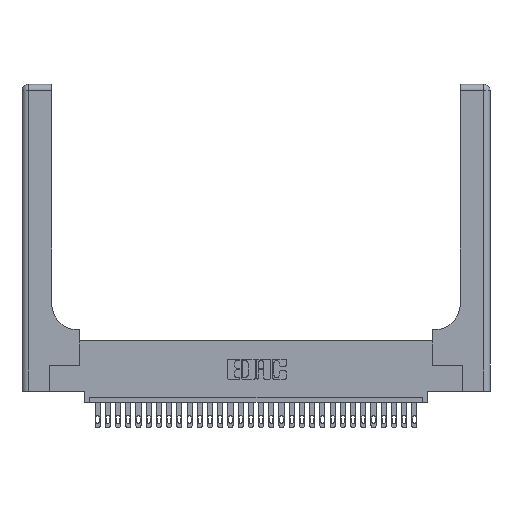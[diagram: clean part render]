
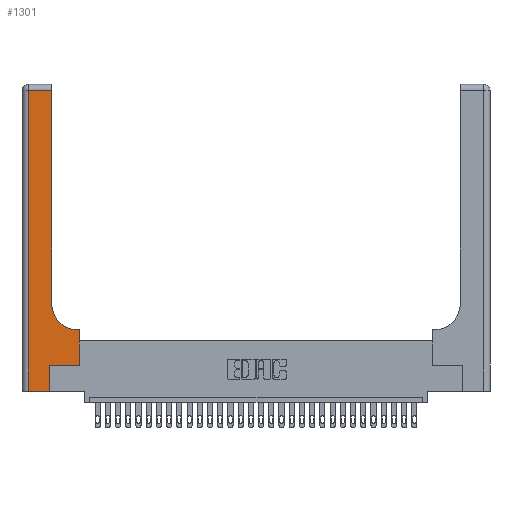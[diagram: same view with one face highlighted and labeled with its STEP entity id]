
A CAD part, top view. The second image highlights one B-rep face of the part: STEP entity #1301.
In plain terms, the highlighted planar face has unit normal (0, 0, 1).
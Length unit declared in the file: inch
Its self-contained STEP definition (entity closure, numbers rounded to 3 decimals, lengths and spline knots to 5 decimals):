
#340 = VECTOR ( 'NONE', #15019, 39.37008 ) ;
#413 = CARTESIAN_POINT ( 'NONE',  ( 0.5585, 0.6, 0.37 ) ) ;
#440 = EDGE_CURVE ( 'NONE', #20939, #1004, #12206, .T. ) ;
#606 = EDGE_CURVE ( 'NONE', #25182, #25270, #21079, .T. ) ;
#870 = CARTESIAN_POINT ( 'NONE',  ( 0.269, 0., 0.37 ) ) ;
#1004 = VERTEX_POINT ( 'NONE', #19658 ) ;
#1296 = VECTOR ( 'NONE', #21994, 39.37008 ) ;
#1301 = ADVANCED_FACE ( 'NONE', ( #15865 ), #1512, .F. ) ;
#1472 = CARTESIAN_POINT ( 'NONE',  ( 0.269, 0., 0.37 ) ) ;
#1512 = PLANE ( 'NONE',  #10812 ) ;
#1713 = DIRECTION ( 'NONE',  ( 0., 0., -1. ) ) ;
#2528 = CARTESIAN_POINT ( 'NONE',  ( 0.2915, 3., 0.37 ) ) ;
#2842 = EDGE_CURVE ( 'NONE', #18129, #25182, #23899, .T. ) ;
#3196 = CARTESIAN_POINT ( 'NONE',  ( 0.2915, 0.85, 0.37 ) ) ;
#3829 = ORIENTED_EDGE ( 'NONE', *, *, #606, .T. ) ;
#3849 = ORIENTED_EDGE ( 'NONE', *, *, #22626, .T. ) ;
#4298 = CARTESIAN_POINT ( 'NONE',  ( 0.06, 0., 0.37 ) ) ;
#4952 = AXIS2_PLACEMENT_3D ( 'NONE', #6175, #15703, #6492 ) ;
#5393 = EDGE_CURVE ( 'NONE', #29904, #18129, #25030, .T. ) ;
#5433 = VECTOR ( 'NONE', #15815, 39.37008 ) ;
#6173 = LINE ( 'NONE', #29567, #22074 ) ;
#6175 = CARTESIAN_POINT ( 'NONE',  ( 0.5415, 0.85, 0.37 ) ) ;
#6257 = VERTEX_POINT ( 'NONE', #16608 ) ;
#6492 = DIRECTION ( 'NONE',  ( 1., 0., 0. ) ) ;
#6994 = EDGE_CURVE ( 'NONE', #12184, #29904, #27596, .T. ) ;
#8247 = CARTESIAN_POINT ( 'NONE',  ( 0.2915, 2.94, 0.37 ) ) ;
#8798 = VECTOR ( 'NONE', #29847, 39.37008 ) ;
#9789 = DIRECTION ( 'NONE',  ( 0., 1., 0. ) ) ;
#10812 = AXIS2_PLACEMENT_3D ( 'NONE', #29981, #1713, #18077 ) ;
#11757 = LINE ( 'NONE', #22923, #5433 ) ;
#11766 = EDGE_CURVE ( 'NONE', #25270, #6257, #21397, .T. ) ;
#12184 = VERTEX_POINT ( 'NONE', #3196 ) ;
#12206 = LINE ( 'NONE', #14090, #12945 ) ;
#12392 = CARTESIAN_POINT ( 'NONE',  ( 0.06, 3., 0.37 ) ) ;
#12419 = VECTOR ( 'NONE', #16644, 39.37008 ) ;
#12945 = VECTOR ( 'NONE', #21525, 39.37008 ) ;
#12988 = EDGE_CURVE ( 'NONE', #16519, #20939, #11757, .T. ) ;
#13555 = ORIENTED_EDGE ( 'NONE', *, *, #12988, .T. ) ;
#14090 = CARTESIAN_POINT ( 'NONE',  ( 0.2915, 0.6, 0.37 ) ) ;
#15019 = DIRECTION ( 'NONE',  ( 1., 0., 0. ) ) ;
#15703 = DIRECTION ( 'NONE',  ( 0., 0., -1. ) ) ;
#15815 = DIRECTION ( 'NONE',  ( 0., 1., 0. ) ) ;
#15865 = FACE_OUTER_BOUND ( 'NONE', #29247, .T. ) ;
#16110 = CARTESIAN_POINT ( 'NONE',  ( 0.5585, 0.25, 0.37 ) ) ;
#16519 = VERTEX_POINT ( 'NONE', #16110 ) ;
#16608 = CARTESIAN_POINT ( 'NONE',  ( 0.269, 0.25, 0.37 ) ) ;
#16644 = DIRECTION ( 'NONE',  ( -1., 0., 0. ) ) ;
#16752 = CARTESIAN_POINT ( 'NONE',  ( 0., 2.94, 0.37 ) ) ;
#17784 = CARTESIAN_POINT ( 'NONE',  ( 0., 0., 0.37 ) ) ;
#18077 = DIRECTION ( 'NONE',  ( -1., 0., 0. ) ) ;
#18129 = VERTEX_POINT ( 'NONE', #26876 ) ;
#18294 = EDGE_CURVE ( 'NONE', #1004, #12184, #24738, .T. ) ;
#19658 = CARTESIAN_POINT ( 'NONE',  ( 0.5415, 0.6, 0.37 ) ) ;
#20872 = ORIENTED_EDGE ( 'NONE', *, *, #18294, .T. ) ;
#20939 = VERTEX_POINT ( 'NONE', #413 ) ;
#21079 = LINE ( 'NONE', #17784, #340 ) ;
#21397 = LINE ( 'NONE', #1472, #8798 ) ;
#21439 = ORIENTED_EDGE ( 'NONE', *, *, #2842, .T. ) ;
#21525 = DIRECTION ( 'NONE',  ( -1., 0., 0. ) ) ;
#21994 = DIRECTION ( 'NONE',  ( 0., -1., 0. ) ) ;
#22074 = VECTOR ( 'NONE', #22526, 39.37008 ) ;
#22526 = DIRECTION ( 'NONE',  ( 1., 0., 0. ) ) ;
#22626 = EDGE_CURVE ( 'NONE', #6257, #16519, #6173, .T. ) ;
#22814 = VECTOR ( 'NONE', #9789, 39.37008 ) ;
#22923 = CARTESIAN_POINT ( 'NONE',  ( 0.5585, 0.25, 0.37 ) ) ;
#23899 = LINE ( 'NONE', #12392, #1296 ) ;
#24738 = CIRCLE ( 'NONE', #4952, 0.25 ) ;
#25030 = LINE ( 'NONE', #16752, #12419 ) ;
#25182 = VERTEX_POINT ( 'NONE', #4298 ) ;
#25270 = VERTEX_POINT ( 'NONE', #870 ) ;
#25723 = ORIENTED_EDGE ( 'NONE', *, *, #11766, .T. ) ;
#25946 = ORIENTED_EDGE ( 'NONE', *, *, #440, .T. ) ;
#26876 = CARTESIAN_POINT ( 'NONE',  ( 0.06, 2.94, 0.37 ) ) ;
#27353 = ORIENTED_EDGE ( 'NONE', *, *, #6994, .T. ) ;
#27596 = LINE ( 'NONE', #2528, #22814 ) ;
#28972 = ORIENTED_EDGE ( 'NONE', *, *, #5393, .T. ) ;
#29247 = EDGE_LOOP ( 'NONE', ( #27353, #28972, #21439, #3829, #25723, #3849, #13555, #25946, #20872 ) ) ;
#29567 = CARTESIAN_POINT ( 'NONE',  ( 0.269, 0.25, 0.37 ) ) ;
#29847 = DIRECTION ( 'NONE',  ( 0., 1., 0. ) ) ;
#29904 = VERTEX_POINT ( 'NONE', #8247 ) ;
#29981 = CARTESIAN_POINT ( 'NONE',  ( 0., 3., 0.37 ) ) ;
